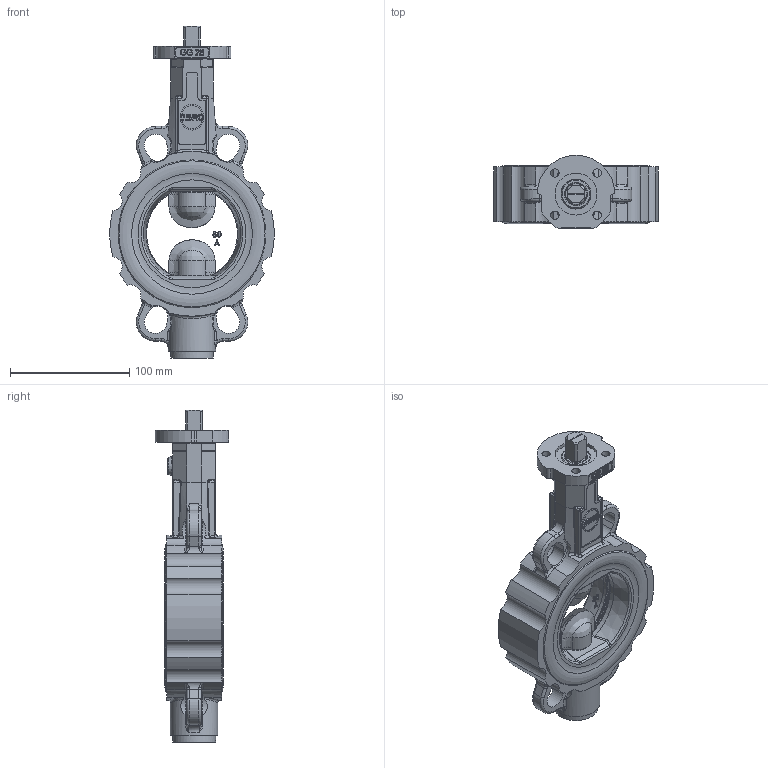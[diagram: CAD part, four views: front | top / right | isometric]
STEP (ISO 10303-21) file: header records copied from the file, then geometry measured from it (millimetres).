
FILE_DESCRIPTION((''),'2;1');
FILE_NAME('Z011-A-GG-DN80.stp','2013-02-25T10:35:04',('hellwig'),(''),'Autodesk Inventor 2011','Autodesk Inventor 2011','');
FILE_SCHEMA(('CONFIG_CONTROL_DESIGN'));
Length unit declared in the file: millimetre
Products named in the file (1): M132_Konturvereinfachung_1
Bounding box: 138 x 61.5 x 278 mm (x, y, z)
Volume: 636704.6 mm3; surface area: 132803.5 mm2
Topology: 2 solids, 17 shells, 864 faces, 2245 edges, 1440 vertices
Faces by surface type: plane 262, bspline 235, cylinder 224, torus 88, cone 51, sphere 4
Full cylindrical faces by diameter (mm): 4 x1, 4.917 x2, 6 x1, 7 x4, 15 x1, 16.2 x3, 18 x8, 18.2 x2, 18.31 x3, 24.95 x3, 25 x4, 25.2 x1, 28.376 x2, 30 x1, 35.1 x1, 36 x1, 40 x1, 115 x2, 116.8 x2, 123 x2
Entity records: 33752 total; most frequent: CARTESIAN_POINT 14055, ORIENTED_EDGE 4166, DIRECTION 3299, EDGE_CURVE 2083, VERTEX_POINT 1388, AXIS2_PLACEMENT_3D 1269, EDGE_LOOP 1029, FACE_OUTER_BOUND 861
